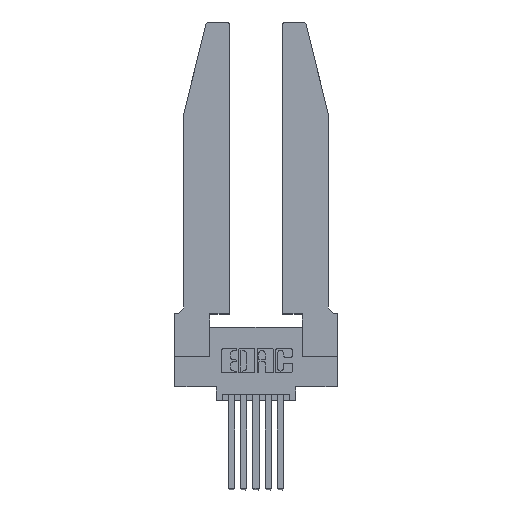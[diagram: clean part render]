
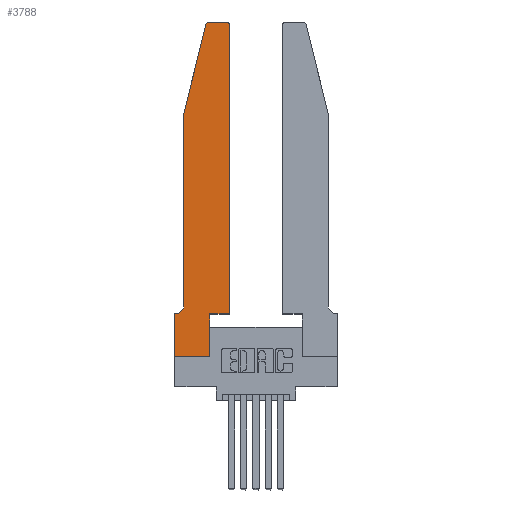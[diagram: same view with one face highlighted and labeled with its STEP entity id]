
A CAD part, top view. The second image highlights one B-rep face of the part: STEP entity #3788.
In plain terms, the highlighted planar face has unit normal (0, 0, 1).
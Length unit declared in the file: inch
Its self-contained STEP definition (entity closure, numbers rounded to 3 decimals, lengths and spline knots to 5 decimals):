
#236 = DIRECTION ( 'NONE',  ( 0., -1., 0. ) ) ;
#294 = CIRCLE ( 'NONE', #4874, 0.07 ) ;
#361 = CARTESIAN_POINT ( 'NONE',  ( 0.284, 2.72, 0.37 ) ) ;
#471 = ORIENTED_EDGE ( 'NONE', *, *, #4893, .T. ) ;
#506 = CARTESIAN_POINT ( 'NONE',  ( 0.4505, 0.35, 0.37 ) ) ;
#756 = EDGE_CURVE ( 'NONE', #11181, #7067, #2053, .T. ) ;
#1108 = CARTESIAN_POINT ( 'NONE',  ( 0.4505, 0.35, 0.37 ) ) ;
#1130 = CARTESIAN_POINT ( 'NONE',  ( 0.0755, 2., 0.37 ) ) ;
#1478 = DIRECTION ( 'NONE',  ( 1., 0., 0. ) ) ;
#1824 = EDGE_CURVE ( 'NONE', #7067, #6988, #7546, .T. ) ;
#2053 = LINE ( 'NONE', #11691, #13145 ) ;
#2176 = VERTEX_POINT ( 'NONE', #506 ) ;
#2184 = ORIENTED_EDGE ( 'NONE', *, *, #3415, .T. ) ;
#2247 = CARTESIAN_POINT ( 'NONE',  ( 0.2865, 0.35, 0.37 ) ) ;
#2403 = LINE ( 'NONE', #7343, #4842 ) ;
#2506 = VERTEX_POINT ( 'NONE', #13615 ) ;
#3059 = ORIENTED_EDGE ( 'NONE', *, *, #7216, .T. ) ;
#3415 = EDGE_CURVE ( 'NONE', #2506, #9218, #6398, .T. ) ;
#3554 = CARTESIAN_POINT ( 'NONE',  ( 0.0055, 0.35, 0.37 ) ) ;
#3594 = ORIENTED_EDGE ( 'NONE', *, *, #9267, .T. ) ;
#3696 = AXIS2_PLACEMENT_3D ( 'NONE', #361, #7740, #1478 ) ;
#3736 = CIRCLE ( 'NONE', #3696, 0.03 ) ;
#3788 = ADVANCED_FACE ( 'NONE', ( #8015 ), #10988, .T. ) ;
#3926 = LINE ( 'NONE', #1130, #9130 ) ;
#4002 = EDGE_CURVE ( 'NONE', #12675, #2176, #8496, .T. ) ;
#4240 = DIRECTION ( 'NONE',  ( 0., -1., 0. ) ) ;
#4270 = DIRECTION ( 'NONE',  ( 0., 1., 0. ) ) ;
#4392 = LINE ( 'NONE', #5673, #12735 ) ;
#4486 = ORIENTED_EDGE ( 'NONE', *, *, #6104, .T. ) ;
#4842 = VECTOR ( 'NONE', #4270, 39.37008 ) ;
#4874 = AXIS2_PLACEMENT_3D ( 'NONE', #12623, #6332, #13618 ) ;
#4893 = EDGE_CURVE ( 'NONE', #6758, #7091, #3926, .T. ) ;
#4916 = CARTESIAN_POINT ( 'NONE',  ( 0.0755, 0.35, 0.37 ) ) ;
#5193 = ORIENTED_EDGE ( 'NONE', *, *, #1824, .T. ) ;
#5312 = EDGE_LOOP ( 'NONE', ( #11773, #4486, #471, #9791, #8896, #3594, #12958, #5193, #3059, #6114, #13542, #2184 ) ) ;
#5552 = EDGE_CURVE ( 'NONE', #9218, #11402, #4392, .T. ) ;
#5673 = CARTESIAN_POINT ( 'NONE',  ( 0.2605, 2.75, 0.37 ) ) ;
#5710 = AXIS2_PLACEMENT_3D ( 'NONE', #13249, #13327, #13342 ) ;
#5904 = DIRECTION ( 'NONE',  ( 0., 1., 0. ) ) ;
#5956 = DIRECTION ( 'NONE',  ( -1., 0., 0. ) ) ;
#5961 = LINE ( 'NONE', #12583, #8384 ) ;
#6104 = EDGE_CURVE ( 'NONE', #11402, #6758, #3736, .T. ) ;
#6114 = ORIENTED_EDGE ( 'NONE', *, *, #4002, .T. ) ;
#6332 = DIRECTION ( 'NONE',  ( 0., 0., -1. ) ) ;
#6398 = CIRCLE ( 'NONE', #5710, 0.03 ) ;
#6489 = VECTOR ( 'NONE', #5904, 39.37008 ) ;
#6758 = VERTEX_POINT ( 'NONE', #7597 ) ;
#6988 = VERTEX_POINT ( 'NONE', #12220 ) ;
#7002 = DIRECTION ( 'NONE',  ( 1., 0., 0. ) ) ;
#7015 = DIRECTION ( 'NONE',  ( 0., 0., 1. ) ) ;
#7067 = VERTEX_POINT ( 'NONE', #12310 ) ;
#7091 = VERTEX_POINT ( 'NONE', #13343 ) ;
#7216 = EDGE_CURVE ( 'NONE', #6988, #12675, #2403, .T. ) ;
#7343 = CARTESIAN_POINT ( 'NONE',  ( 0.2865, 0.35, 0.37 ) ) ;
#7546 = LINE ( 'NONE', #10237, #12802 ) ;
#7597 = CARTESIAN_POINT ( 'NONE',  ( 0.25487, 2.72718, 0.37 ) ) ;
#7740 = DIRECTION ( 'NONE',  ( 0., 0., 1. ) ) ;
#7904 = CARTESIAN_POINT ( 'NONE',  ( 0.4205, 2.75, 0.37 ) ) ;
#8015 = FACE_OUTER_BOUND ( 'NONE', #5312, .T. ) ;
#8170 = VECTOR ( 'NONE', #9276, 39.37008 ) ;
#8384 = VECTOR ( 'NONE', #4240, 39.37008 ) ;
#8496 = LINE ( 'NONE', #1108, #8170 ) ;
#8707 = VERTEX_POINT ( 'NONE', #9233 ) ;
#8805 = DIRECTION ( 'NONE',  ( -1., 0., 0. ) ) ;
#8896 = ORIENTED_EDGE ( 'NONE', *, *, #12611, .T. ) ;
#8997 = CARTESIAN_POINT ( 'NONE',  ( 0.284, 2.75, 0.37 ) ) ;
#9130 = VECTOR ( 'NONE', #10523, 39.37008 ) ;
#9218 = VERTEX_POINT ( 'NONE', #7904 ) ;
#9233 = CARTESIAN_POINT ( 'NONE',  ( 0.0755, 0.42, 0.37 ) ) ;
#9263 = LINE ( 'NONE', #13203, #6489 ) ;
#9267 = EDGE_CURVE ( 'NONE', #9350, #11181, #9437, .T. ) ;
#9276 = DIRECTION ( 'NONE',  ( 1., 0., 0. ) ) ;
#9350 = VERTEX_POINT ( 'NONE', #3554 ) ;
#9437 = LINE ( 'NONE', #4916, #12276 ) ;
#9510 = EDGE_CURVE ( 'NONE', #2176, #2506, #9263, .T. ) ;
#9622 = AXIS2_PLACEMENT_3D ( 'NONE', #10974, #7015, #7002 ) ;
#9722 = CARTESIAN_POINT ( 'NONE',  ( 0., 0.35, 0.37 ) ) ;
#9791 = ORIENTED_EDGE ( 'NONE', *, *, #12615, .T. ) ;
#10189 = DIRECTION ( 'NONE',  ( 1., 0., 0. ) ) ;
#10237 = CARTESIAN_POINT ( 'NONE',  ( 0., 0., 0.37 ) ) ;
#10523 = DIRECTION ( 'NONE',  ( -0.239, -0.971, 0. ) ) ;
#10974 = CARTESIAN_POINT ( 'NONE',  ( 0., 0.35, 0.37 ) ) ;
#10988 = PLANE ( 'NONE',  #9622 ) ;
#11181 = VERTEX_POINT ( 'NONE', #9722 ) ;
#11402 = VERTEX_POINT ( 'NONE', #8997 ) ;
#11691 = CARTESIAN_POINT ( 'NONE',  ( 0., 0., 0.37 ) ) ;
#11773 = ORIENTED_EDGE ( 'NONE', *, *, #5552, .T. ) ;
#12220 = CARTESIAN_POINT ( 'NONE',  ( 0.2865, 0., 0.37 ) ) ;
#12276 = VECTOR ( 'NONE', #5956, 39.37008 ) ;
#12310 = CARTESIAN_POINT ( 'NONE',  ( 0., 0., 0.37 ) ) ;
#12583 = CARTESIAN_POINT ( 'NONE',  ( 0.0755, 2., 0.37 ) ) ;
#12611 = EDGE_CURVE ( 'NONE', #8707, #9350, #294, .T. ) ;
#12615 = EDGE_CURVE ( 'NONE', #7091, #8707, #5961, .T. ) ;
#12623 = CARTESIAN_POINT ( 'NONE',  ( 0.0055, 0.42, 0.37 ) ) ;
#12675 = VERTEX_POINT ( 'NONE', #2247 ) ;
#12735 = VECTOR ( 'NONE', #8805, 39.37008 ) ;
#12802 = VECTOR ( 'NONE', #10189, 39.37008 ) ;
#12958 = ORIENTED_EDGE ( 'NONE', *, *, #756, .T. ) ;
#13145 = VECTOR ( 'NONE', #236, 39.37008 ) ;
#13203 = CARTESIAN_POINT ( 'NONE',  ( 0.4505, 0.35, 0.37 ) ) ;
#13249 = CARTESIAN_POINT ( 'NONE',  ( 0.4205, 2.72, 0.37 ) ) ;
#13327 = DIRECTION ( 'NONE',  ( 0., 0., 1. ) ) ;
#13342 = DIRECTION ( 'NONE',  ( 1., 0., 0. ) ) ;
#13343 = CARTESIAN_POINT ( 'NONE',  ( 0.0755, 2., 0.37 ) ) ;
#13542 = ORIENTED_EDGE ( 'NONE', *, *, #9510, .T. ) ;
#13615 = CARTESIAN_POINT ( 'NONE',  ( 0.4505, 2.72, 0.37 ) ) ;
#13618 = DIRECTION ( 'NONE',  ( -1., 0., 0. ) ) ;
